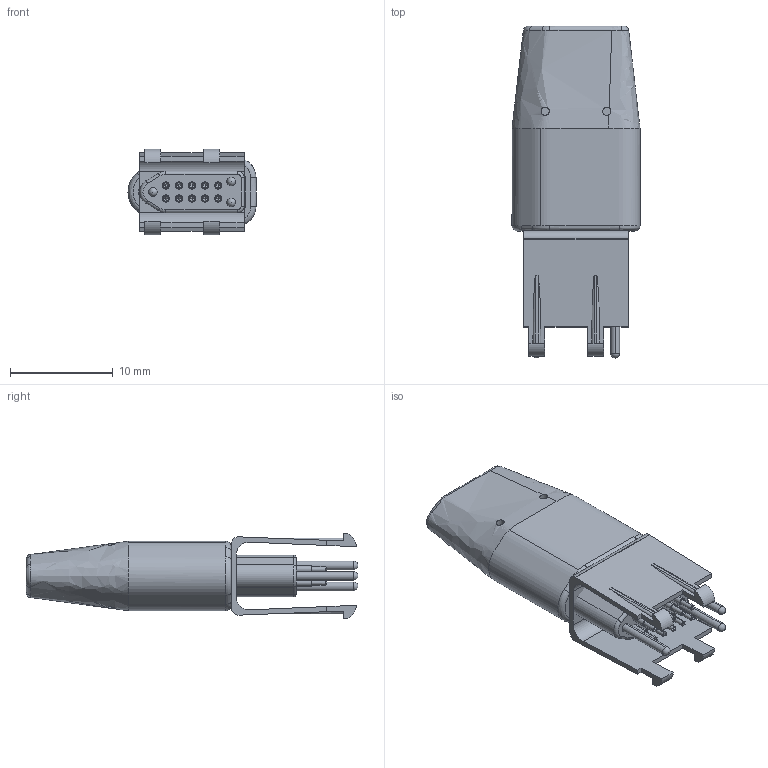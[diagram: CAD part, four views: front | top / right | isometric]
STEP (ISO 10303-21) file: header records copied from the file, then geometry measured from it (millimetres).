
FILE_DESCRIPTION (( 'STEP AP214' ), '1' );
FILE_NAME ('TAG_CONNECT_TC2050-IDC.STEP', '2015-04-08T20:58:42', ( '' ), ( '' ), '', '', '' );
FILE_SCHEMA (( '' ));
Length unit declared in the file: millimetre
Products named in the file (1): TAG_CONNECT_TC2050-IDC
Bounding box: 12.45 x 32.27 x 8.35 mm (x, y, z)
Volume: 1656.7 mm3; surface area: 2294.4 mm2
Topology: 7 solids, 7 shells, 286 faces, 687 edges, 427 vertices
Faces by surface type: plane 163, cylinder 91, bspline 24, torus 5, sphere 3
Entity records: 9898 total; most frequent: CARTESIAN_POINT 3563, ORIENTED_EDGE 1356, DIRECTION 1235, EDGE_CURVE 678, AXIS2_PLACEMENT_3D 450, VERTEX_POINT 421, LINE 335, VECTOR 335
